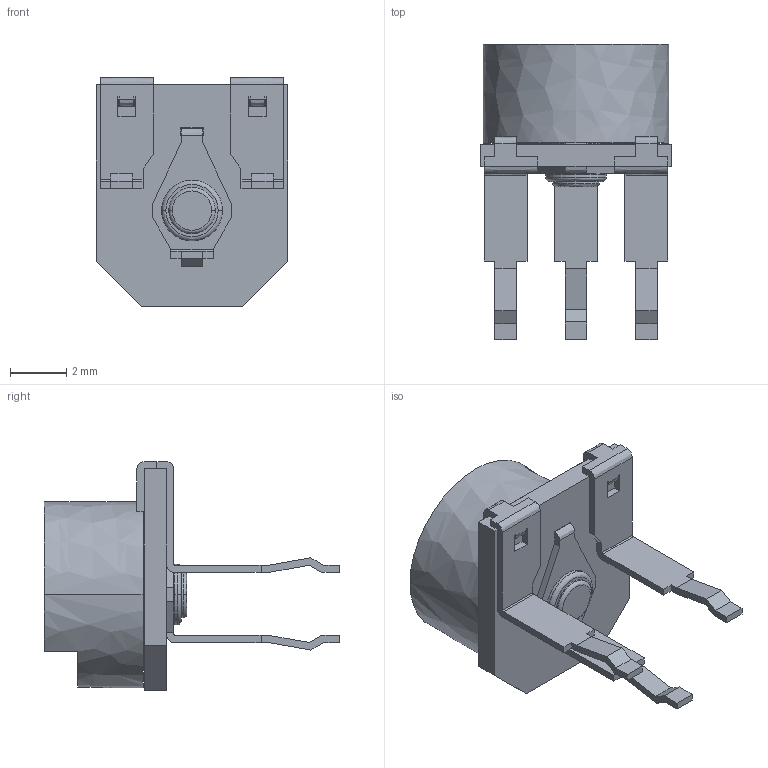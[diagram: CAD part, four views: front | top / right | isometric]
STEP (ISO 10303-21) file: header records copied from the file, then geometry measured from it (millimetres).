
FILE_DESCRIPTION((''),'2;1');
FILE_NAME('3306P001_ASM','2012-04-11T',('minhn'),('Bourns, Inc.'),'PRO/ENGINEER BY PARAMETRIC TECHNOLOGY CORPORATION, 2001200','PRO/ENGINEER BY PARAMETRIC TECHNOLOGY CORPORATION, 2001200','');
FILE_SCHEMA(('AUTOMOTIVE_DESIGN_CC2 { 1 2 10303 214 -1 1 5 2 }'));
Length unit declared in the file: inch
Products named in the file (3): 3306_SUBST; 3306_SUBST_ASM; 3306P001_ASM
Assembly tree (2 placements, depth 3):
  3306P001_ASM
    3306_SUBST_ASM
      3306_SUBST
Bounding box: 6.81 x 10.49 x 8.13 mm (x, y, z)
Volume: 159.1 mm3; surface area: 399.9 mm2
Topology: 2 solids, 2 shells, 459 faces, 1304 edges, 864 vertices
Faces by surface type: bspline 459
Entity records: 15675 total; most frequent: CARTESIAN_POINT 4961, ORIENTED_EDGE 2608, DIRECTION 1392, EDGE_CURVE 1304, VECTOR 1200, LINE 1200, VERTEX_POINT 864, EDGE_LOOP 482
